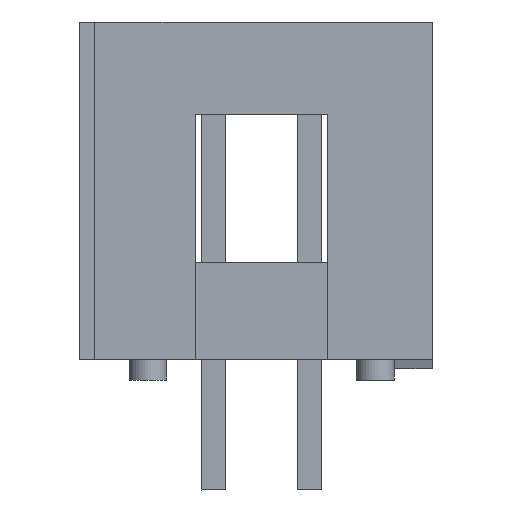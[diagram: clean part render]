
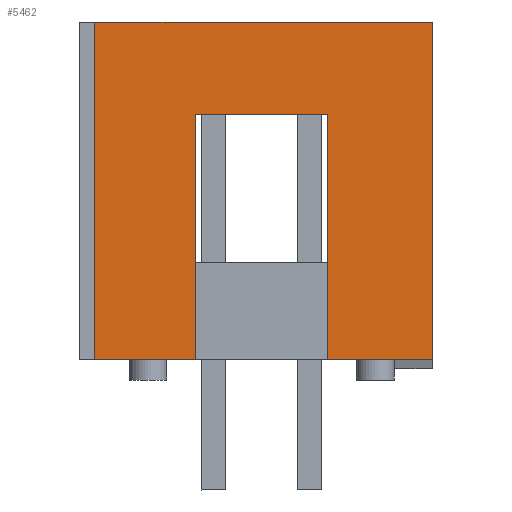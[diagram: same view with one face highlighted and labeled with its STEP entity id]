
A CAD part, left-side view. The second image highlights one B-rep face of the part: STEP entity #5462.
In plain terms, the highlighted planar face has unit normal (-1, 0, 0).
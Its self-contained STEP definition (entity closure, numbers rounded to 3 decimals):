
#428=FACE_OUTER_BOUND('',#737,.T.);
#737=EDGE_LOOP('',(#4581,#4582,#4583,#4584,#4585,#4586,#4587,#4588));
#1280=LINE('',#8178,#1999);
#1333=LINE('',#8289,#2052);
#1428=LINE('',#8482,#2147);
#1431=LINE('',#8486,#2150);
#1432=LINE('',#8489,#2151);
#1433=LINE('',#8491,#2152);
#1434=LINE('',#8492,#2153);
#1435=LINE('',#8493,#2154);
#1999=VECTOR('',#6732,1.);
#2052=VECTOR('',#6827,1.);
#2147=VECTOR('',#6980,1.);
#2150=VECTOR('',#6985,1.);
#2151=VECTOR('',#6988,1.);
#2152=VECTOR('',#6989,1.);
#2153=VECTOR('',#6990,1.);
#2154=VECTOR('',#6991,1.);
#2565=VERTEX_POINT('',#8175);
#2566=VERTEX_POINT('',#8177);
#2602=VERTEX_POINT('',#8286);
#2603=VERTEX_POINT('',#8288);
#2671=VERTEX_POINT('',#8480);
#2672=VERTEX_POINT('',#8481);
#2673=VERTEX_POINT('',#8488);
#2674=VERTEX_POINT('',#8490);
#3214=EDGE_CURVE('',#2565,#2566,#1280,.T.);
#3267=EDGE_CURVE('',#2603,#2602,#1333,.T.);
#3364=EDGE_CURVE('',#2671,#2672,#1428,.T.);
#3367=EDGE_CURVE('',#2602,#2671,#1431,.T.);
#3368=EDGE_CURVE('',#2672,#2673,#1432,.T.);
#3369=EDGE_CURVE('',#2673,#2674,#1433,.T.);
#3370=EDGE_CURVE('',#2674,#2566,#1434,.T.);
#3371=EDGE_CURVE('',#2565,#2603,#1435,.T.);
#4581=ORIENTED_EDGE('',*,*,#3367,.T.);
#4582=ORIENTED_EDGE('',*,*,#3364,.T.);
#4583=ORIENTED_EDGE('',*,*,#3368,.T.);
#4584=ORIENTED_EDGE('',*,*,#3369,.T.);
#4585=ORIENTED_EDGE('',*,*,#3370,.T.);
#4586=ORIENTED_EDGE('',*,*,#3214,.F.);
#4587=ORIENTED_EDGE('',*,*,#3371,.T.);
#4588=ORIENTED_EDGE('',*,*,#3267,.T.);
#5175=PLANE('',#5777);
#5462=ADVANCED_FACE('',(#428),#5175,.T.);
#5777=AXIS2_PLACEMENT_3D('',#8487,#6986,#6987);
#6732=DIRECTION('',(0.,0.,1.));
#6827=DIRECTION('',(0.,0.,1.));
#6980=DIRECTION('',(0.,0.,-1.));
#6985=DIRECTION('',(0.,-1.,0.));
#6986=DIRECTION('center_axis',(-1.,0.,0.));
#6987=DIRECTION('ref_axis',(0.,-1.,0.));
#6988=DIRECTION('',(0.,-1.,0.));
#6989=DIRECTION('',(0.,0.,1.));
#6990=DIRECTION('',(0.,1.,0.));
#6991=DIRECTION('',(0.,-1.,0.));
#8175=CARTESIAN_POINT('',(-16.5,4.4,-8.9));
#8177=CARTESIAN_POINT('',(-16.5,4.4,0.));
#8178=CARTESIAN_POINT('',(-16.5,4.4,-8.9));
#8286=CARTESIAN_POINT('',(-16.5,1.75,-2.45));
#8288=CARTESIAN_POINT('',(-16.5,1.75,-8.9));
#8289=CARTESIAN_POINT('',(-16.5,1.75,-8.9));
#8480=CARTESIAN_POINT('',(-16.5,-1.75,-2.45));
#8481=CARTESIAN_POINT('',(-16.5,-1.75,-8.9));
#8482=CARTESIAN_POINT('',(-16.5,-1.75,-2.45));
#8486=CARTESIAN_POINT('',(-16.5,1.75,-2.45));
#8487=CARTESIAN_POINT('Origin',(-16.5,4.45,-8.9));
#8488=CARTESIAN_POINT('',(-16.5,-4.5,-8.9));
#8489=CARTESIAN_POINT('',(-16.5,-1.75,-8.9));
#8490=CARTESIAN_POINT('',(-16.5,-4.5,0.));
#8491=CARTESIAN_POINT('',(-16.5,-4.5,-8.9));
#8492=CARTESIAN_POINT('',(-16.5,-4.45,0.));
#8493=CARTESIAN_POINT('',(-16.5,4.45,-8.9));
